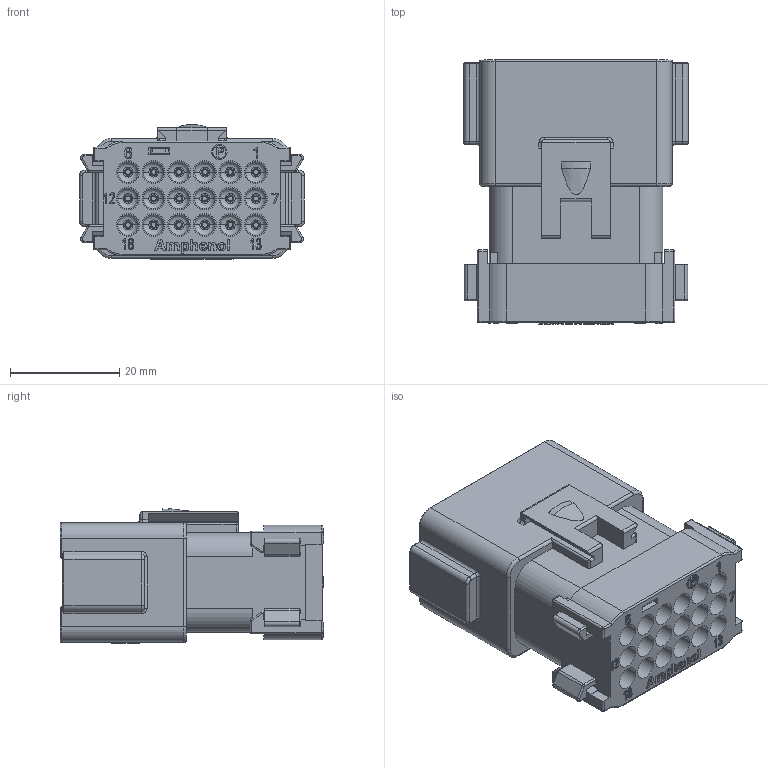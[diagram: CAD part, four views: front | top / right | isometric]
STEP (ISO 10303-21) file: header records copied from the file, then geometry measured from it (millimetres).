
FILE_DESCRIPTION((''),'2;1');
FILE_NAME('26-80421-18D','2020-11-02T',('Zenin.Deng'),(''),'PRO/ENGINEER BY PARAMETRIC TECHNOLOGY CORPORATION, 2016360','PRO/ENGINEER BY PARAMETRIC TECHNOLOGY CORPORATION, 2016360','');
FILE_SCHEMA(('CONFIG_CONTROL_DESIGN'));
Products named in the file (1): 26-80421-18D
Bounding box: 41.1 x 48.23 x 24.67 mm (x, y, z)
Volume: 21176.4 mm3; surface area: 10886.9 mm2
Topology: 1 solids, 1 shells, 1804 faces, 4662 edges, 3030 vertices
Faces by surface type: plane 680, extrusion 679, cylinder 299, torus 81, bspline 46, sphere 18, cone 1
Entity records: 58180 total; most frequent: CARTESIAN_POINT 16366, ORIENTED_EDGE 9322, DIRECTION 6884, EDGE_CURVE 4661, VECTOR 3154, VERTEX_POINT 3030, LINE 2475, B_SPLINE_CURVE_WITH_KNOTS 2079
